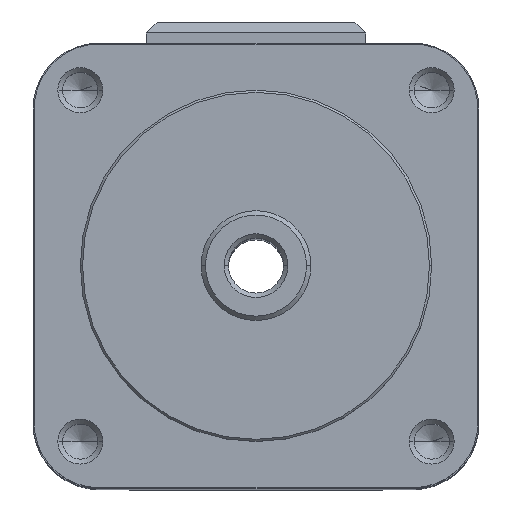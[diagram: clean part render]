
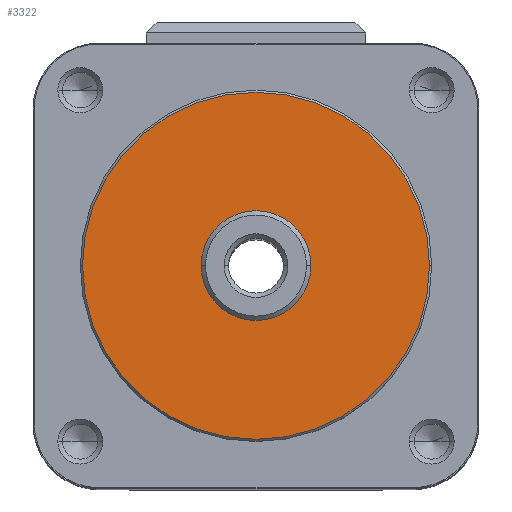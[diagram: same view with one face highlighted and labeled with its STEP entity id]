
A CAD part, top view. The second image highlights one B-rep face of the part: STEP entity #3322.
In plain terms, the highlighted planar face has unit normal (0, 0, 1).
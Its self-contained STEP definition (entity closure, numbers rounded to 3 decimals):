
#66 = CARTESIAN_POINT ( 'NONE',  ( 0., 0., 16.6 ) ) ;
#122 = VERTEX_POINT ( 'NONE', #2491 ) ;
#144 = CIRCLE ( 'NONE', #728, 7.9 ) ;
#172 = CARTESIAN_POINT ( 'NONE',  ( -1.25, 0., 16.6 ) ) ;
#186 = CARTESIAN_POINT ( 'NONE',  ( -7.9, 0., 16.6 ) ) ;
#219 = CARTESIAN_POINT ( 'NONE',  ( 0., 0., 16.6 ) ) ;
#268 = CIRCLE ( 'NONE', #1686, 7.9 ) ;
#311 = PLANE ( 'NONE',  #2778 ) ;
#329 = ORIENTED_EDGE ( 'NONE', *, *, #4350, .T. ) ;
#469 = CIRCLE ( 'NONE', #2731, 1.25 ) ;
#728 = AXIS2_PLACEMENT_3D ( 'NONE', #1891, #933, #3901 ) ;
#869 = EDGE_CURVE ( 'NONE', #3163, #4067, #469, .T. ) ;
#933 = DIRECTION ( 'NONE',  ( 0., 0., 1. ) ) ;
#951 = DIRECTION ( 'NONE',  ( 1., 0., 0. ) ) ;
#1010 = FACE_OUTER_BOUND ( 'NONE', #3950, .T. ) ;
#1076 = DIRECTION ( 'NONE',  ( 0., 0., 1. ) ) ;
#1093 = DIRECTION ( 'NONE',  ( 1., 0., 0. ) ) ;
#1304 = DIRECTION ( 'NONE',  ( 0., 0., 1. ) ) ;
#1360 = EDGE_CURVE ( 'NONE', #4067, #3163, #3657, .T. ) ;
#1426 = DIRECTION ( 'NONE',  ( 0., 0., 1. ) ) ;
#1437 = VERTEX_POINT ( 'NONE', #186 ) ;
#1686 = AXIS2_PLACEMENT_3D ( 'NONE', #219, #1304, #951 ) ;
#1753 = AXIS2_PLACEMENT_3D ( 'NONE', #66, #1426, #2767 ) ;
#1891 = CARTESIAN_POINT ( 'NONE',  ( 0., 0., 16.6 ) ) ;
#2063 = EDGE_LOOP ( 'NONE', ( #3627, #3103 ) ) ;
#2157 = CARTESIAN_POINT ( 'NONE',  ( 0., 0., 16.6 ) ) ;
#2412 = DIRECTION ( 'NONE',  ( 1., 0., 0. ) ) ;
#2435 = ORIENTED_EDGE ( 'NONE', *, *, #2904, .T. ) ;
#2491 = CARTESIAN_POINT ( 'NONE',  ( 7.9, 0., 16.6 ) ) ;
#2731 = AXIS2_PLACEMENT_3D ( 'NONE', #2157, #3420, #1093 ) ;
#2767 = DIRECTION ( 'NONE',  ( 1., 0., 0. ) ) ;
#2778 = AXIS2_PLACEMENT_3D ( 'NONE', #3095, #1076, #2412 ) ;
#2904 = EDGE_CURVE ( 'NONE', #1437, #122, #144, .T. ) ;
#3095 = CARTESIAN_POINT ( 'NONE',  ( 0., 0., 16.6 ) ) ;
#3103 = ORIENTED_EDGE ( 'NONE', *, *, #869, .F. ) ;
#3163 = VERTEX_POINT ( 'NONE', #172 ) ;
#3278 = CARTESIAN_POINT ( 'NONE',  ( 1.25, 0., 16.6 ) ) ;
#3322 = ADVANCED_FACE ( 'NONE', ( #3339, #1010 ), #311, .T. ) ;
#3339 = FACE_BOUND ( 'NONE', #2063, .T. ) ;
#3420 = DIRECTION ( 'NONE',  ( 0., 0., 1. ) ) ;
#3627 = ORIENTED_EDGE ( 'NONE', *, *, #1360, .F. ) ;
#3657 = CIRCLE ( 'NONE', #1753, 1.25 ) ;
#3901 = DIRECTION ( 'NONE',  ( 1., 0., 0. ) ) ;
#3950 = EDGE_LOOP ( 'NONE', ( #2435, #329 ) ) ;
#4067 = VERTEX_POINT ( 'NONE', #3278 ) ;
#4350 = EDGE_CURVE ( 'NONE', #122, #1437, #268, .T. ) ;
